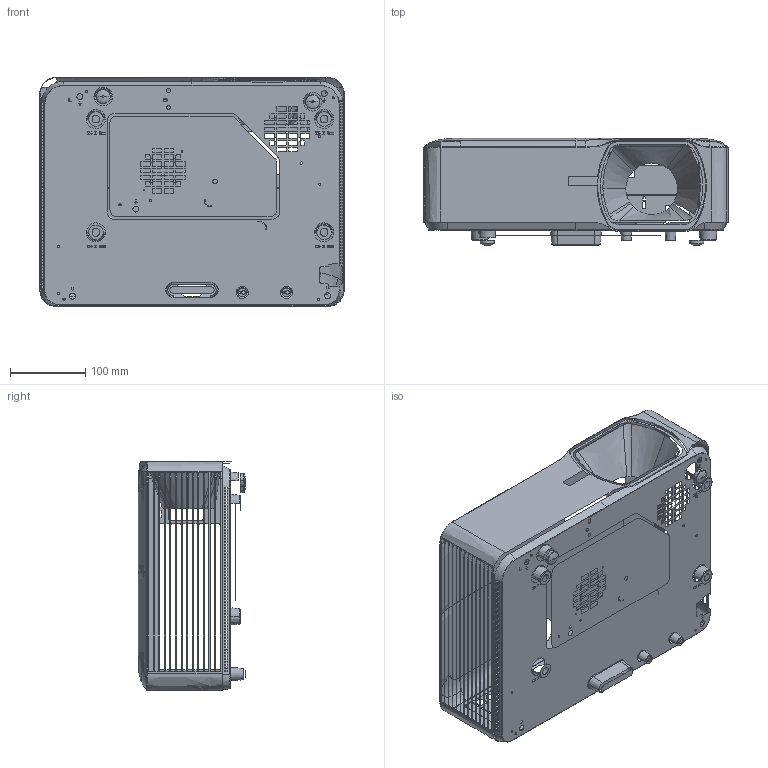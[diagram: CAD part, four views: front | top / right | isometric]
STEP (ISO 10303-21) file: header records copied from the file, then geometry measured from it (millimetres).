
FILE_DESCRIPTION((''),'2;1');
FILE_NAME('SINGLE','2020-05-12T',('ChenPet'),(''),'PRO/ENGINEER BY PARAMETRIC TECHNOLOGY CORPORATION, 2009440','PRO/ENGINEER BY PARAMETRIC TECHNOLOGY CORPORATION, 2009440','');
FILE_SCHEMA(('CONFIG_CONTROL_DESIGN'));
Length unit declared in the file: millimetre
Products named in the file (1): SINGLE
Bounding box: 405.4 x 142.61 x 305 mm (x, y, z)
Surface area: 344739.2 mm2 (no closed solid volume)
Topology: 0 solids, 33 shells, 104 faces, 2755 edges, 2668 vertices
Faces by surface type: bspline 34, plane 27, extrusion 18, cone 13, revolution 4, torus 4, cylinder 4
Entity records: 30273 total; most frequent: CARTESIAN_POINT 14547, ORIENTED_EDGE 2896, EDGE_CURVE 2755, VERTEX_POINT 2668, DIRECTION 2074, B_SPLINE_CURVE_WITH_KNOTS 1244, VECTOR 1128, LINE 1110
